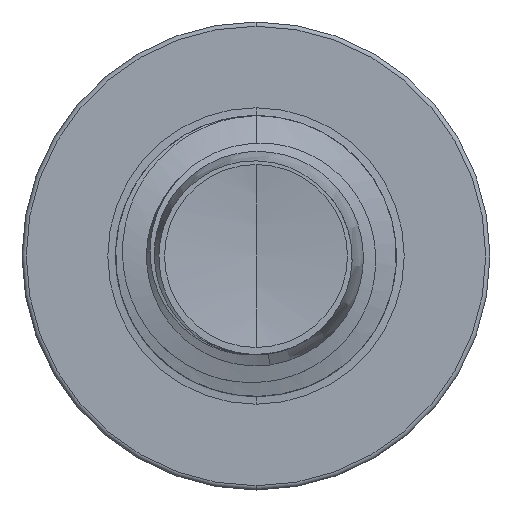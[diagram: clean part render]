
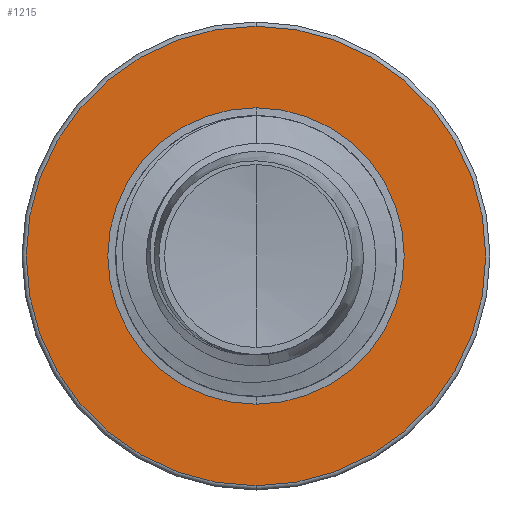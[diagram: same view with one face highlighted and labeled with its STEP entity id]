
A CAD part, front view. The second image highlights one B-rep face of the part: STEP entity #1215.
In plain terms, the highlighted planar face has unit normal (0, -1, 0).
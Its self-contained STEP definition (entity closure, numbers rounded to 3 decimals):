
#1215 = ADVANCED_FACE ( 'NONE', ( #2366, #13070 ), #12595, .F. ) ;
#1309 = VERTEX_POINT ( 'NONE', #16409 ) ;
#1669 = EDGE_CURVE ( 'NONE', #15541, #19200, #1805, .T. ) ;
#1805 = CIRCLE ( 'NONE', #1852, 3.683 ) ;
#1852 = AXIS2_PLACEMENT_3D ( 'NONE', #18698, #7855, #20516 ) ;
#2366 = FACE_OUTER_BOUND ( 'NONE', #8851, .T. ) ;
#5015 = CARTESIAN_POINT ( 'NONE',  ( 0., 8., -2.375 ) ) ;
#5018 = EDGE_CURVE ( 'NONE', #1309, #10584, #8509, .T. ) ;
#5022 = CARTESIAN_POINT ( 'NONE',  ( 0., 8., 0. ) ) ;
#5448 = DIRECTION ( 'NONE',  ( 0., 1., 0. ) ) ;
#6622 = ORIENTED_EDGE ( 'NONE', *, *, #22827, .T. ) ;
#6809 = DIRECTION ( 'NONE',  ( 0., 0., 1. ) ) ;
#6962 = EDGE_CURVE ( 'NONE', #19200, #15541, #8791, .T. ) ;
#7855 = DIRECTION ( 'NONE',  ( 0., 1., 0. ) ) ;
#7926 = ORIENTED_EDGE ( 'NONE', *, *, #5018, .T. ) ;
#8182 = CARTESIAN_POINT ( 'NONE',  ( 0., 8., 3.683 ) ) ;
#8509 = CIRCLE ( 'NONE', #21056, 2.375 ) ;
#8791 = CIRCLE ( 'NONE', #20152, 3.683 ) ;
#8851 = EDGE_LOOP ( 'NONE', ( #16012, #10601 ) ) ;
#8915 = DIRECTION ( 'NONE',  ( 0., 1., 0. ) ) ;
#9877 = EDGE_LOOP ( 'NONE', ( #7926, #6622 ) ) ;
#10268 = DIRECTION ( 'NONE',  ( 0., 1., 0. ) ) ;
#10584 = VERTEX_POINT ( 'NONE', #5015 ) ;
#10601 = ORIENTED_EDGE ( 'NONE', *, *, #6962, .F. ) ;
#12595 = PLANE ( 'NONE',  #16813 ) ;
#13070 = FACE_BOUND ( 'NONE', #9877, .T. ) ;
#15510 = CIRCLE ( 'NONE', #21604, 2.375 ) ;
#15541 = VERTEX_POINT ( 'NONE', #8182 ) ;
#16012 = ORIENTED_EDGE ( 'NONE', *, *, #1669, .F. ) ;
#16264 = CARTESIAN_POINT ( 'NONE',  ( 0., 8., -2.375 ) ) ;
#16409 = CARTESIAN_POINT ( 'NONE',  ( 0., 8., 2.375 ) ) ;
#16813 = AXIS2_PLACEMENT_3D ( 'NONE', #16264, #5448, #18069 ) ;
#17643 = DIRECTION ( 'NONE',  ( 0., 1., 0. ) ) ;
#18069 = DIRECTION ( 'NONE',  ( 0., 0., 1. ) ) ;
#18698 = CARTESIAN_POINT ( 'NONE',  ( 0., 8., 0. ) ) ;
#19200 = VERTEX_POINT ( 'NONE', #22140 ) ;
#19769 = CARTESIAN_POINT ( 'NONE',  ( 0., 8., 0. ) ) ;
#20152 = AXIS2_PLACEMENT_3D ( 'NONE', #5022, #17643, #6809 ) ;
#20516 = DIRECTION ( 'NONE',  ( 0., 0., 1. ) ) ;
#21056 = AXIS2_PLACEMENT_3D ( 'NONE', #19769, #8915, #21576 ) ;
#21127 = CARTESIAN_POINT ( 'NONE',  ( 0., 8., 0. ) ) ;
#21576 = DIRECTION ( 'NONE',  ( 0., 0., 1. ) ) ;
#21604 = AXIS2_PLACEMENT_3D ( 'NONE', #21127, #10268, #22921 ) ;
#22140 = CARTESIAN_POINT ( 'NONE',  ( 0., 8., -3.682 ) ) ;
#22827 = EDGE_CURVE ( 'NONE', #10584, #1309, #15510, .T. ) ;
#22921 = DIRECTION ( 'NONE',  ( 0., 0., 1. ) ) ;
